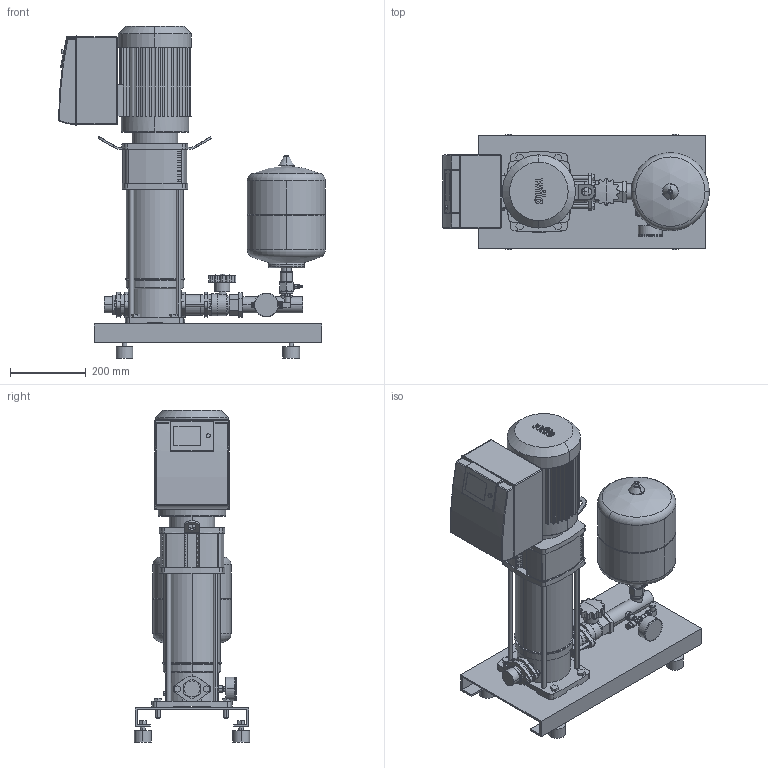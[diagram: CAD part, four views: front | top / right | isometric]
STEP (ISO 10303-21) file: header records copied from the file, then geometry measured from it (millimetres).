
FILE_DESCRIPTION((''),'2;1');
FILE_NAME('3d_SiBoostSmart1HelixVE407-2537323.stp','2015-08-24T10:46:46',(''),(''),'Mechanical Desktop 2009','Mechanical Desktop 2009',', , ');
FILE_SCHEMA(('CONFIG_CONTROL_DESIGN'));
Length unit declared in the file: millimetre
Products named in the file (1): Product
Bounding box: 704 x 304 x 876.2 mm (x, y, z)
Volume: 32900282.8 mm3; surface area: 2353834.1 mm2
Topology: 50 solids, 50 shells, 1445 faces, 3628 edges, 2354 vertices
Faces by surface type: plane 551, bspline 431, cylinder 347, cone 72, torus 42, sphere 2
Entity records: 49134 total; most frequent: CARTESIAN_POINT 14856, ORIENTED_EDGE 7232, DIRECTION 6779, EDGE_CURVE 3616, VERTEX_POINT 2354, AXIS2_PLACEMENT_3D 2309, VECTOR 2161, LINE 2161
